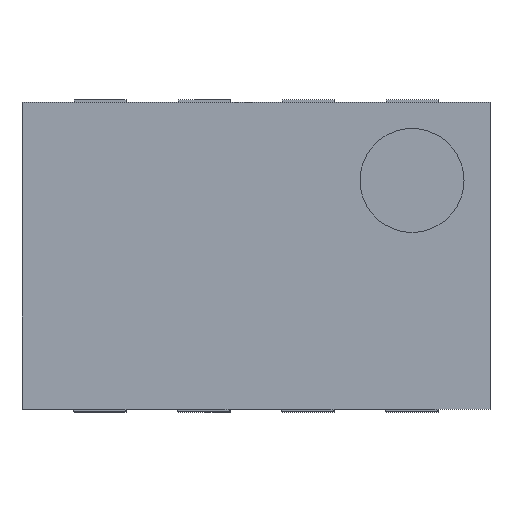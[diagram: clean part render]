
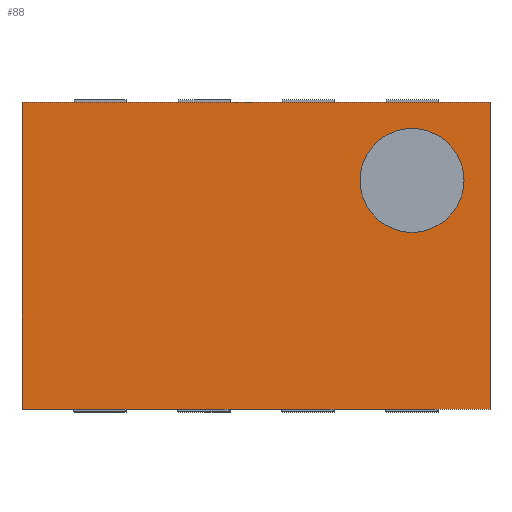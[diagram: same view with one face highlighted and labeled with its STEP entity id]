
A CAD part, top view. The second image highlights one B-rep face of the part: STEP entity #88.
In plain terms, the highlighted planar face has unit normal (0, 0, 1).
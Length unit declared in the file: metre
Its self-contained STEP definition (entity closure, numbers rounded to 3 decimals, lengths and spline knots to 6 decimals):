
#88=ADVANCED_FACE('0:11279',(#226,#227),#228,.T.);
#226=FACE_BOUND('',#412,.T.);
#227=FACE_OUTER_BOUND('',#413,.T.);
#228=PLANE('',#414);
#412=EDGE_LOOP('',(#602,#603));
#413=EDGE_LOOP('',(#604,#605,#606,#607));
#414=AXIS2_PLACEMENT_3D('',#608,#609,#610);
#602=ORIENTED_EDGE('',*,*,#1165,.F.);
#603=ORIENTED_EDGE('',*,*,#1160,.F.);
#604=ORIENTED_EDGE('',*,*,#1167,.F.);
#605=ORIENTED_EDGE('',*,*,#1168,.F.);
#606=ORIENTED_EDGE('',*,*,#1169,.F.);
#607=ORIENTED_EDGE('',*,*,#1170,.F.);
#608=CARTESIAN_POINT('',(-0.0009,-0.0006,0.0004));
#609=DIRECTION('',(0.0,0.0,1.0));
#610=DIRECTION('',(1.0,0.0,0.0));
#1160=EDGE_CURVE('0:11578',#1387,#1390,#1391,.T.);
#1165=EDGE_CURVE('0:11578',#1390,#1387,#1397,.T.);
#1167=EDGE_CURVE('0:11305',#1399,#1400,#1401,.T.);
#1168=EDGE_CURVE('0:11295',#1402,#1399,#1403,.T.);
#1169=EDGE_CURVE('0:851',#1404,#1402,#1405,.T.);
#1170=EDGE_CURVE('0:842',#1400,#1404,#1406,.T.);
#1387=VERTEX_POINT('',#1727);
#1390=VERTEX_POINT('',#1731);
#1391=CIRCLE('',#1732,0.0002);
#1397=CIRCLE('',#1739,0.0002);
#1399=VERTEX_POINT('',#1741);
#1400=VERTEX_POINT('',#1742);
#1401=LINE('',#1743,#1744);
#1402=VERTEX_POINT('',#1745);
#1403=LINE('',#1746,#1747);
#1404=VERTEX_POINT('',#1748);
#1405=LINE('',#1749,#1750);
#1406=LINE('',#1751,#1752);
#1727=CARTESIAN_POINT('',(0.0004,0.00029,0.0004));
#1731=CARTESIAN_POINT('',(0.0008,0.00029,0.0004));
#1732=AXIS2_PLACEMENT_3D('',#2231,#2232,#2233);
#1739=AXIS2_PLACEMENT_3D('',#2241,#2242,#2243);
#1741=CARTESIAN_POINT('',(0.0009,0.00059,0.0004));
#1742=CARTESIAN_POINT('',(0.0009,-0.00059,0.0004));
#1743=CARTESIAN_POINT('',(0.0009,-0.0006,0.0004));
#1744=VECTOR('',#2244,1.0);
#1745=CARTESIAN_POINT('',(-0.0009,0.00059,0.0004));
#1746=CARTESIAN_POINT('',(-0.00045,0.00059,0.0004));
#1747=VECTOR('',#2245,1.0);
#1748=CARTESIAN_POINT('',(-0.0009,-0.00059,0.0004));
#1749=CARTESIAN_POINT('',(-0.0009,0.0006,0.0004));
#1750=VECTOR('',#2246,1.0);
#1751=CARTESIAN_POINT('',(-0.00045,-0.00059,0.0004));
#1752=VECTOR('',#2247,1.0);
#2231=CARTESIAN_POINT('',(0.0006,0.00029,0.0004));
#2232=DIRECTION('',(0.0,0.0,1.0));
#2233=DIRECTION('',(1.0,0.0,0.0));
#2241=CARTESIAN_POINT('',(0.0006,0.00029,0.0004));
#2242=DIRECTION('',(0.0,0.0,1.0));
#2243=DIRECTION('',(1.0,0.0,0.0));
#2244=DIRECTION('',(-0.0,-1.0,-0.0));
#2245=DIRECTION('',(1.0,0.0,0.0));
#2246=DIRECTION('',(0.0,1.0,0.0));
#2247=DIRECTION('',(-1.0,0.0,0.0));
